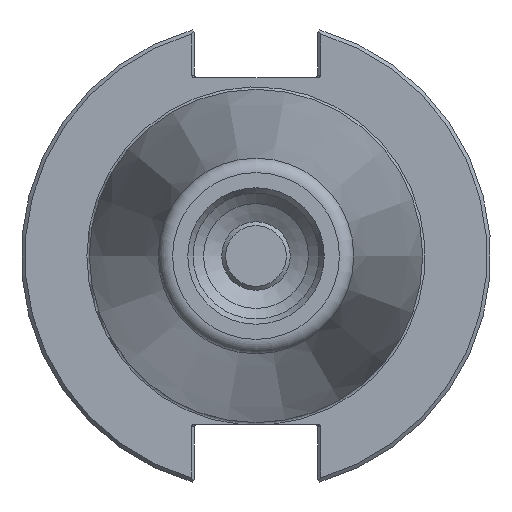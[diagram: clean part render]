
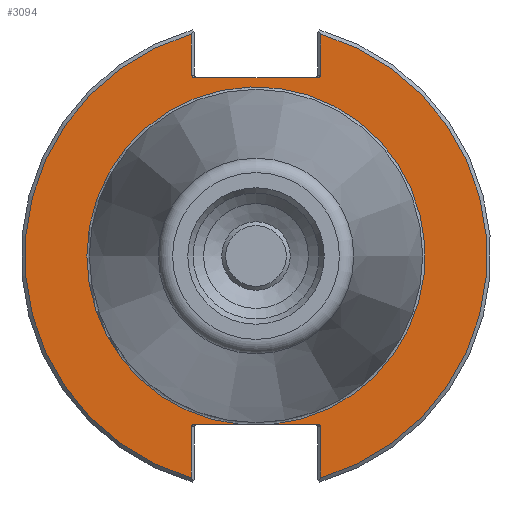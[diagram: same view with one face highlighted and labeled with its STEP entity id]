
A CAD part, left-side view. The second image highlights one B-rep face of the part: STEP entity #3094.
In plain terms, the highlighted planar face has unit normal (-1, 0, 0).
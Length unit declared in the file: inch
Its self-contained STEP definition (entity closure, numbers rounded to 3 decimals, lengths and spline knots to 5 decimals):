
#2449=CARTESIAN_POINT('',(0.125,-0.50422,1.472));
#2450=VERTEX_POINT('',#2449);
#2457=CARTESIAN_POINT('',(0.125,-0.5325,1.492));
#2458=VERTEX_POINT('',#2457);
#2459=CARTESIAN_POINT('',(0.125,-0.50422,1.492));
#2460=DIRECTION('',(-1.0,0.0,0.0));
#2461=DIRECTION('',(0.0,-1.0,0.0));
#2462=AXIS2_PLACEMENT_3D('',#2459,#2460,#2461);
#2463=ELLIPSE('',#2462,0.02828,0.02);
#2464=EDGE_CURVE('',#2450,#2458,#2463,.T.);
#2514=CARTESIAN_POINT('',(0.125,-0.5325,1.83167));
#2515=VERTEX_POINT('',#2514);
#2516=CARTESIAN_POINT('',(0.125,-0.5325,1.492));
#2517=DIRECTION('',(0.0,0.0,1.0));
#2518=VECTOR('',#2517,0.33967);
#2519=LINE('',#2516,#2518);
#2520=EDGE_CURVE('',#2458,#2515,#2519,.T.);
#2603=CARTESIAN_POINT('',(0.125,0.50422,-1.388));
#2604=VERTEX_POINT('',#2603);
#2611=CARTESIAN_POINT('',(0.125,0.5325,-1.408));
#2612=VERTEX_POINT('',#2611);
#2613=CARTESIAN_POINT('',(0.125,0.50422,-1.408));
#2614=DIRECTION('',(-1.0,0.0,0.0));
#2615=DIRECTION('',(0.0,1.0,0.0));
#2616=AXIS2_PLACEMENT_3D('',#2613,#2614,#2615);
#2617=ELLIPSE('',#2616,0.02828,0.02);
#2618=EDGE_CURVE('',#2604,#2612,#2617,.T.);
#2668=CARTESIAN_POINT('',(0.125,0.5325,-1.83167));
#2669=VERTEX_POINT('',#2668);
#2670=CARTESIAN_POINT('',(0.125,0.5325,-1.408));
#2671=DIRECTION('',(0.0,0.0,-1.0));
#2672=VECTOR('',#2671,0.42367);
#2673=LINE('',#2670,#2672);
#2674=EDGE_CURVE('',#2612,#2669,#2673,.T.);
#2699=CARTESIAN_POINT('',(0.125,-0.5325,-1.408));
#2700=VERTEX_POINT('',#2699);
#2701=CARTESIAN_POINT('',(0.125,-0.50422,-1.388));
#2702=VERTEX_POINT('',#2701);
#2703=CARTESIAN_POINT('',(0.125,-0.50422,-1.408));
#2704=DIRECTION('',(-1.0,0.0,0.0));
#2705=DIRECTION('',(0.0,-1.0,0.0));
#2706=AXIS2_PLACEMENT_3D('',#2703,#2704,#2705);
#2707=ELLIPSE('',#2706,0.02828,0.02);
#2708=EDGE_CURVE('',#2700,#2702,#2707,.T.);
#2806=CARTESIAN_POINT('',(0.125,-0.5325,-1.83167));
#2807=VERTEX_POINT('',#2806);
#2814=CARTESIAN_POINT('',(0.125,-0.5325,-1.83167));
#2815=DIRECTION('',(0.0,0.0,1.0));
#2816=VECTOR('',#2815,0.42367);
#2817=LINE('',#2814,#2816);
#2818=EDGE_CURVE('',#2807,#2700,#2817,.T.);
#2860=CARTESIAN_POINT('',(0.125,0.5325,1.492));
#2861=VERTEX_POINT('',#2860);
#2868=CARTESIAN_POINT('',(0.125,0.50422,1.472));
#2869=VERTEX_POINT('',#2868);
#2870=CARTESIAN_POINT('',(0.125,0.50422,1.492));
#2871=DIRECTION('',(-1.0,0.0,0.0));
#2872=DIRECTION('',(0.0,1.0,0.0));
#2873=AXIS2_PLACEMENT_3D('',#2870,#2871,#2872);
#2874=ELLIPSE('',#2873,0.02828,0.02);
#2875=EDGE_CURVE('',#2861,#2869,#2874,.T.);
#2960=CARTESIAN_POINT('',(0.125,0.5325,1.83167));
#2961=VERTEX_POINT('',#2960);
#2968=CARTESIAN_POINT('',(0.125,0.5325,1.83167));
#2969=DIRECTION('',(0.0,0.0,-1.0));
#2970=VECTOR('',#2969,0.33967);
#2971=LINE('',#2968,#2970);
#2972=EDGE_CURVE('',#2961,#2861,#2971,.T.);
#3007=CARTESIAN_POINT('',(0.125,-0.13957,-1.388));
#3008=VERTEX_POINT('',#3007);
#3009=CARTESIAN_POINT('',(0.125,0.13957,-1.388));
#3010=VERTEX_POINT('',#3009);
#3025=CARTESIAN_POINT('',(0.125,0.0,0.0));
#3026=DIRECTION('',(-1.0,0.0,0.0));
#3027=DIRECTION('',(0.0,-1.0,0.0));
#3028=AXIS2_PLACEMENT_3D('',#3025,#3026,#3027);
#3029=CIRCLE('',#3028,1.395);
#3030=EDGE_CURVE('',#3008,#3010,#3029,.T.);
#3046=CARTESIAN_POINT('',(0.125,1.65625,0.0));
#3047=DIRECTION('',(-1.0,0.0,0.0));
#3048=DIRECTION('',(0.0,0.0,1.0));
#3049=AXIS2_PLACEMENT_3D('',#3046,#3047,#3048);
#3050=PLANE('',#3049);
#3051=ORIENTED_EDGE('',*,*,#3030,.F.);
#3052=CARTESIAN_POINT('',(0.125,-0.50422,-1.388));
#3053=DIRECTION('',(0.0,1.0,0.0));
#3054=VECTOR('',#3053,0.36464);
#3055=LINE('',#3052,#3054);
#3056=EDGE_CURVE('',#2702,#3008,#3055,.T.);
#3057=ORIENTED_EDGE('',*,*,#3056,.F.);
#3058=ORIENTED_EDGE('',*,*,#2708,.F.);
#3059=ORIENTED_EDGE('',*,*,#2818,.F.);
#3060=CARTESIAN_POINT('',(0.125,0.0,0.0));
#3061=DIRECTION('',(1.0,0.0,0.0));
#3062=DIRECTION('',(0.0,-1.0,0.0));
#3063=AXIS2_PLACEMENT_3D('',#3060,#3061,#3062);
#3064=CIRCLE('',#3063,1.9075);
#3065=EDGE_CURVE('',#2515,#2807,#3064,.T.);
#3066=ORIENTED_EDGE('',*,*,#3065,.F.);
#3067=ORIENTED_EDGE('',*,*,#2520,.F.);
#3068=ORIENTED_EDGE('',*,*,#2464,.F.);
#3069=CARTESIAN_POINT('',(0.125,0.50422,1.472));
#3070=DIRECTION('',(0.0,-1.0,0.0));
#3071=VECTOR('',#3070,1.00843);
#3072=LINE('',#3069,#3071);
#3073=EDGE_CURVE('',#2869,#2450,#3072,.T.);
#3074=ORIENTED_EDGE('',*,*,#3073,.F.);
#3075=ORIENTED_EDGE('',*,*,#2875,.F.);
#3076=ORIENTED_EDGE('',*,*,#2972,.F.);
#3077=CARTESIAN_POINT('',(0.125,0.0,0.0));
#3078=DIRECTION('',(1.0,0.0,0.0));
#3079=DIRECTION('',(0.0,1.0,0.0));
#3080=AXIS2_PLACEMENT_3D('',#3077,#3078,#3079);
#3081=CIRCLE('',#3080,1.9075);
#3082=EDGE_CURVE('',#2669,#2961,#3081,.T.);
#3083=ORIENTED_EDGE('',*,*,#3082,.F.);
#3084=ORIENTED_EDGE('',*,*,#2674,.F.);
#3085=ORIENTED_EDGE('',*,*,#2618,.F.);
#3086=CARTESIAN_POINT('',(0.125,0.13957,-1.388));
#3087=DIRECTION('',(0.0,1.0,0.0));
#3088=VECTOR('',#3087,0.36464);
#3089=LINE('',#3086,#3088);
#3090=EDGE_CURVE('',#3010,#2604,#3089,.T.);
#3091=ORIENTED_EDGE('',*,*,#3090,.F.);
#3092=EDGE_LOOP('',(#3051,#3057,#3058,#3059,#3066,#3067,#3068,#3074,#3075,#3076,#3083,#3084,#3085,#3091));
#3093=FACE_OUTER_BOUND('',#3092,.T.);
#3094=ADVANCED_FACE('',(#3093),#3050,.T.);
